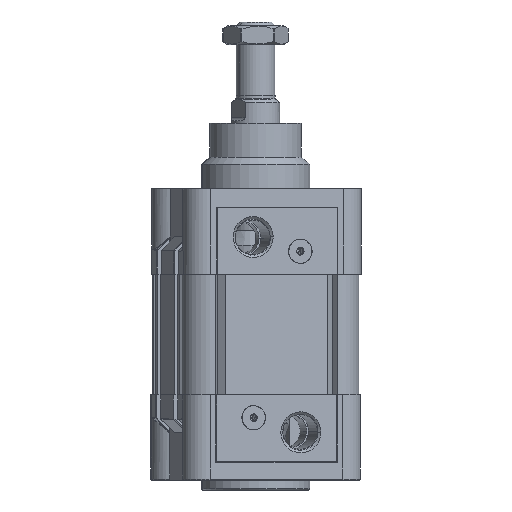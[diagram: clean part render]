
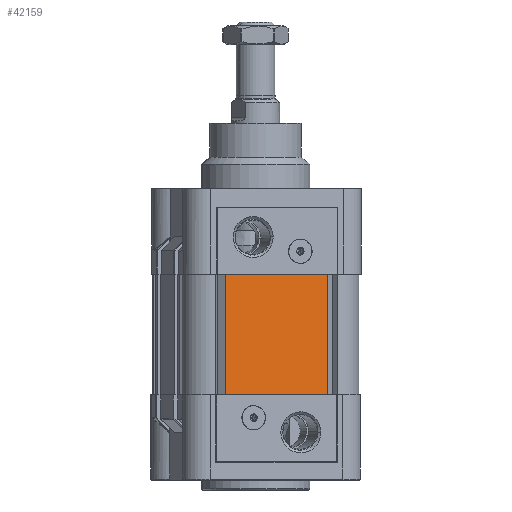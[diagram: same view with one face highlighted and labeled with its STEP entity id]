
A CAD part, left-side view. The second image highlights one B-rep face of the part: STEP entity #42159.
In plain terms, the highlighted face is planar.
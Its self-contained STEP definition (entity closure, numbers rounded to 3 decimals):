
#924 = CARTESIAN_POINT ( 'NONE',  ( 15.85, -75., 50. ) ) ;
#5192 = LINE ( 'NONE', #29710, #20803 ) ;
#5719 = DIRECTION ( 'NONE',  ( 0., 0., 1. ) ) ;
#9201 = DIRECTION ( 'NONE',  ( 1., 0., 0. ) ) ;
#9793 = CARTESIAN_POINT ( 'NONE',  ( 15.85, -75., 0. ) ) ;
#10169 = AXIS2_PLACEMENT_3D ( 'NONE', #15581, #25629, #5719 ) ;
#11586 = EDGE_CURVE ( 'NONE', #29076, #31110, #42626, .T. ) ;
#13681 = EDGE_CURVE ( 'NONE', #29076, #34208, #32106, .T. ) ;
#14266 = DIRECTION ( 'NONE',  ( 0., 0., 1. ) ) ;
#14607 = VECTOR ( 'NONE', #14266, 1000. ) ;
#15581 = CARTESIAN_POINT ( 'NONE',  ( 0., -75., 50. ) ) ;
#16167 = FACE_OUTER_BOUND ( 'NONE', #27172, .T. ) ;
#16448 = DIRECTION ( 'NONE',  ( 1., 0., 0. ) ) ;
#18783 = VERTEX_POINT ( 'NONE', #38420 ) ;
#20181 = EDGE_CURVE ( 'NONE', #31110, #18783, #5192, .T. ) ;
#20803 = VECTOR ( 'NONE', #16448, 1000. ) ;
#24983 = VECTOR ( 'NONE', #32883, 1000. ) ;
#25088 = CARTESIAN_POINT ( 'NONE',  ( 15.85, -75., 0. ) ) ;
#25629 = DIRECTION ( 'NONE',  ( 0., 1., 0. ) ) ;
#27172 = EDGE_LOOP ( 'NONE', ( #30360, #38965, #37386, #41204 ) ) ;
#29076 = VERTEX_POINT ( 'NONE', #25088 ) ;
#29250 = CARTESIAN_POINT ( 'NONE',  ( 0., -75., 0. ) ) ;
#29710 = CARTESIAN_POINT ( 'NONE',  ( 0., -75., 50. ) ) ;
#29986 = CARTESIAN_POINT ( 'NONE',  ( 59.15, -75., 0. ) ) ;
#30360 = ORIENTED_EDGE ( 'NONE', *, *, #42487, .T. ) ;
#30886 = CARTESIAN_POINT ( 'NONE',  ( 59.15, -75., 0. ) ) ;
#31110 = VERTEX_POINT ( 'NONE', #924 ) ;
#32106 = LINE ( 'NONE', #29250, #38791 ) ;
#32883 = DIRECTION ( 'NONE',  ( 0., 0., 1. ) ) ;
#34208 = VERTEX_POINT ( 'NONE', #29986 ) ;
#37386 = ORIENTED_EDGE ( 'NONE', *, *, #11586, .F. ) ;
#38420 = CARTESIAN_POINT ( 'NONE',  ( 59.15, -75., 50. ) ) ;
#38791 = VECTOR ( 'NONE', #9201, 1000. ) ;
#38792 = PLANE ( 'NONE',  #10169 ) ;
#38965 = ORIENTED_EDGE ( 'NONE', *, *, #20181, .F. ) ;
#40052 = LINE ( 'NONE', #30886, #14607 ) ;
#41204 = ORIENTED_EDGE ( 'NONE', *, *, #13681, .T. ) ;
#42159 = ADVANCED_FACE ( 'NONE', ( #16167 ), #38792, .F. ) ;
#42487 = EDGE_CURVE ( 'NONE', #34208, #18783, #40052, .T. ) ;
#42626 = LINE ( 'NONE', #9793, #24983 ) ;
